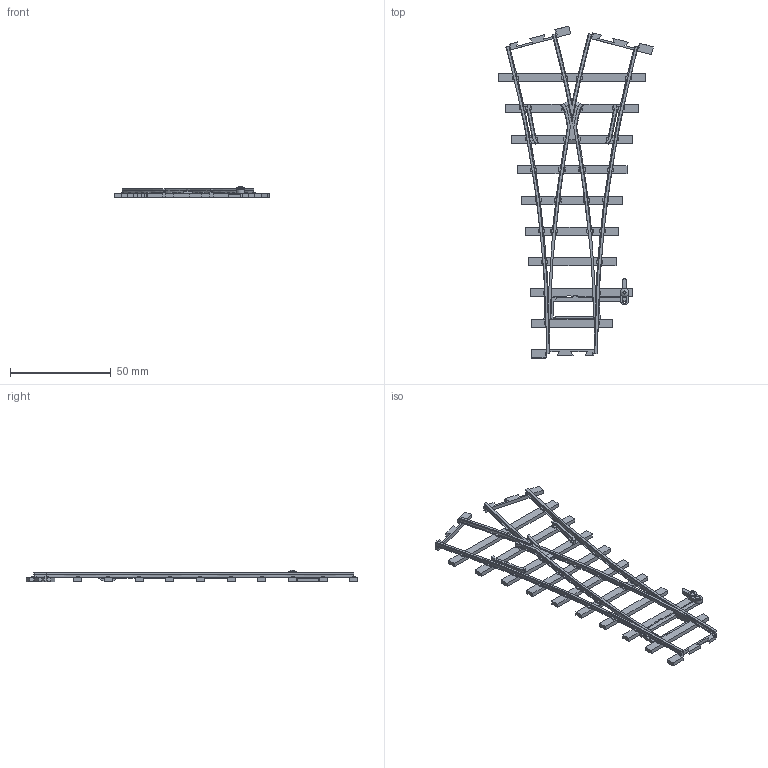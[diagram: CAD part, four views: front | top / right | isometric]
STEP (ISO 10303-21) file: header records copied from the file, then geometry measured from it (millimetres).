
FILE_DESCRIPTION(/* description */ ('','CAx-IF Rec.Pracs.---Representation and Presentation of Product Manufacturing Information (PMI)---4.0---2014-10-13'),/* implementation_level */ '2;1');
FILE_NAME(/* name */ 'Split Turnout 600mm 15deg.step',/* time_stamp */ '2024-12-13T19:38:23+05:30',/* author */ (''),/* organization */ (''),/* preprocessor_version */ 'ST-DEVELOPER v20',/* originating_system */ 'Autodesk Translation Framework v13.20.0.188',/* authorisation */ '');
FILE_SCHEMA (('AP242_MANAGED_MODEL_BASED_3D_ENGINEERING_MIM_LF { 1 0 10303 442 1 1 4 }'));
Length unit declared in the file: millimetre
Products named in the file (5): Split Turnout 600mm 15deg; Track Joint Parametric v11; Join 2; Join 2 (1); 92000A011_Passivated 18-8 Stainless Steel Pan Head Phillips Screws
Assembly tree (4 placements, depth 3):
  Split Turnout 600mm 15deg
    Track Joint Parametric v11
      Join 2
      Join 2 (1)
    92000A011_Passivated 18-8 Stainless Steel Pan Head Phillips Screws
Bounding box: 76.64 x 164.4 x 5.66 mm (x, y, z)
Volume: 6334.2 mm3; surface area: 13321.3 mm2
Topology: 4 solids, 4 shells, 1024 faces, 2962 edges, 1917 vertices
Faces by surface type: plane 757, cylinder 240, bspline 15, cone 9, torus 2, sphere 1
Full cylindrical faces by diameter (mm): 1.48 x7, 1.7 x1, 2 x9, 2.2 x1
Entity records: 35293 total; most frequent: CARTESIAN_POINT 7752, ORIENTED_EDGE 5924, DIRECTION 5677, EDGE_CURVE 2962, LINE 2129, VECTOR 2129, VERTEX_POINT 1917, AXIS2_PLACEMENT_3D 1774
